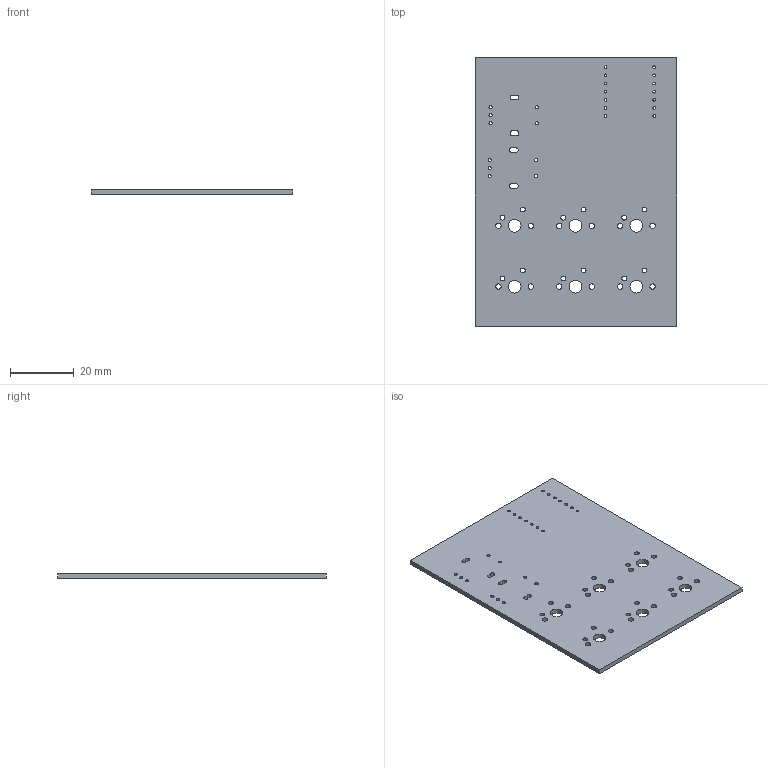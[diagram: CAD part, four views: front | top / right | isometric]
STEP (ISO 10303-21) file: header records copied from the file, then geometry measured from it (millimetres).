
FILE_DESCRIPTION(('KiCad electronic assembly'),'2;1');
FILE_NAME('Hackpad v3.step','2026-01-09T21:12:13',('Pcbnew'),('Kicad'), 'Open CASCADE STEP processor 7.9','KiCad to STEP converter','Unknown' );
FILE_SCHEMA(('AUTOMOTIVE_DESIGN { 1 0 10303 214 1 1 1 1 }'));
Length unit declared in the file: millimetre
Products named in the file (2): Hackpad v3 1; Hackpad v3_PCB
Assembly tree (1 placements, depth 2):
  Hackpad v3 1
    Hackpad v3_PCB
Bounding box: 63 x 84 x 1.51 mm (x, y, z)
Volume: 7756.5 mm3; surface area: 11164.1 mm2
Topology: 1 solids, 1 shells, 76 faces, 222 edges, 148 vertices
Faces by surface type: cylinder 62, plane 14
Full cylindrical faces by diameter (mm): 0.889 x14, 1 x10, 1.5 x12, 1.7 x12, 4 x6
Entity records: 2859 total; most frequent: DIRECTION 502, CARTESIAN_POINT 448, ORIENTED_EDGE 444, EDGE_CURVE 222, AXIS2_PLACEMENT_3D 202, FACE_BOUND 192, EDGE_LOOP 192, VERTEX_POINT 148
